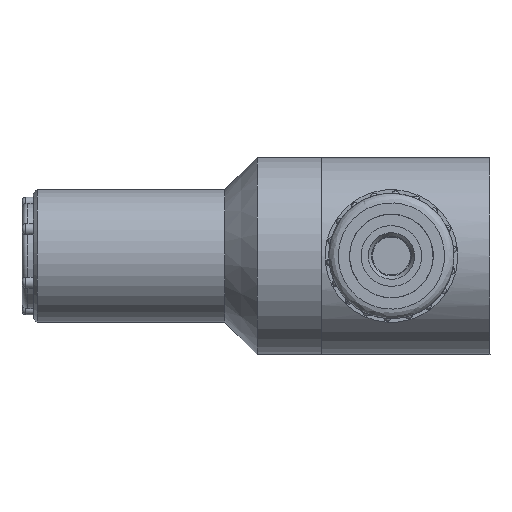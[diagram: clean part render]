
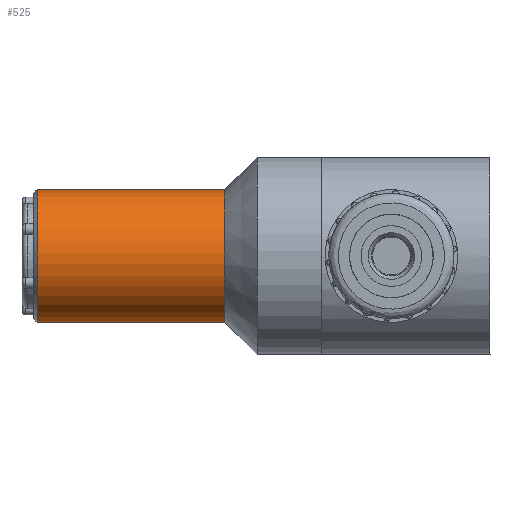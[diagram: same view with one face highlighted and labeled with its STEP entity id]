
A CAD part, left-side view. The second image highlights one B-rep face of the part: STEP entity #525.
In plain terms, the highlighted cylindrical face has radius 17.5 mm (diameter 35 mm), a full revolution.
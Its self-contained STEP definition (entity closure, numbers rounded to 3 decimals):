
#207 = CIRCLE ( 'NONE', #2002, 17.5 ) ;
#525 = ADVANCED_FACE ( 'NONE', ( #11081, #2533 ), #5743, .T. ) ;
#576 = ORIENTED_EDGE ( 'NONE', *, *, #13209, .T. ) ;
#887 = DIRECTION ( 'NONE',  ( 0., 1., 0. ) ) ;
#957 = CARTESIAN_POINT ( 'NONE',  ( -22.915, -31.163, 0. ) ) ;
#2002 = AXIS2_PLACEMENT_3D ( 'NONE', #8379, #11616, #2008 ) ;
#2008 = DIRECTION ( 'NONE',  ( 0., 0., 1. ) ) ;
#2137 = AXIS2_PLACEMENT_3D ( 'NONE', #6734, #5893, #3802 ) ;
#2533 = FACE_OUTER_BOUND ( 'NONE', #5407, .T. ) ;
#3581 = CIRCLE ( 'NONE', #11408, 17.5 ) ;
#3609 = VERTEX_POINT ( 'NONE', #6962 ) ;
#3802 = DIRECTION ( 'NONE',  ( -1., 0., 0. ) ) ;
#5179 = VERTEX_POINT ( 'NONE', #13219 ) ;
#5222 = DIRECTION ( 'NONE',  ( -1., 0., 0. ) ) ;
#5407 = EDGE_LOOP ( 'NONE', ( #576 ) ) ;
#5743 = CYLINDRICAL_SURFACE ( 'NONE', #2137, 17.5 ) ;
#5893 = DIRECTION ( 'NONE',  ( 0., 1., 0. ) ) ;
#6604 = ORIENTED_EDGE ( 'NONE', *, *, #13148, .T. ) ;
#6734 = CARTESIAN_POINT ( 'NONE',  ( -22.915, 19.337, 0. ) ) ;
#6962 = CARTESIAN_POINT ( 'NONE',  ( -40.415, -31.163, 0. ) ) ;
#7433 = EDGE_LOOP ( 'NONE', ( #6604 ) ) ;
#8379 = CARTESIAN_POINT ( 'NONE',  ( -22.915, 18.337, 0. ) ) ;
#11081 = FACE_OUTER_BOUND ( 'NONE', #7433, .T. ) ;
#11408 = AXIS2_PLACEMENT_3D ( 'NONE', #957, #887, #5222 ) ;
#11616 = DIRECTION ( 'NONE',  ( 0., -1., 0. ) ) ;
#13148 = EDGE_CURVE ( 'NONE', #5179, #5179, #207, .T. ) ;
#13209 = EDGE_CURVE ( 'NONE', #3609, #3609, #3581, .T. ) ;
#13219 = CARTESIAN_POINT ( 'NONE',  ( -22.915, 18.337, 17.5 ) ) ;
